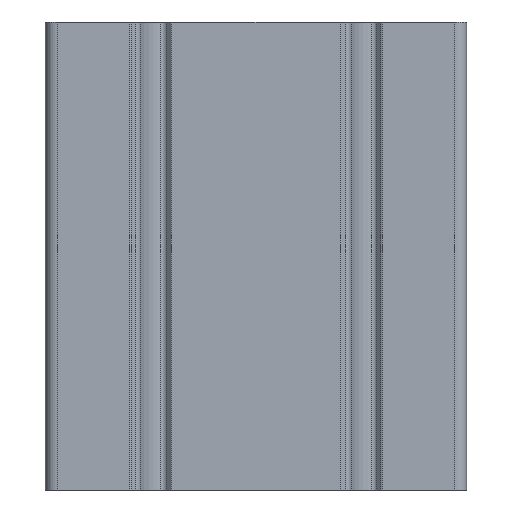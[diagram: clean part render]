
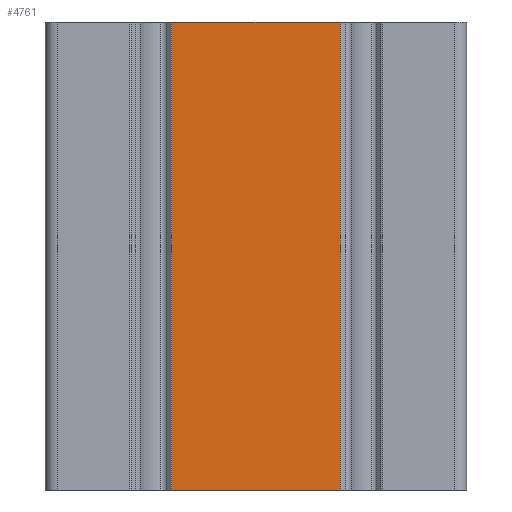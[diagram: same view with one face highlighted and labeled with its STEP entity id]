
A CAD part, front view. The second image highlights one B-rep face of the part: STEP entity #4761.
In plain terms, the highlighted planar face has unit normal (0, -1, 0).
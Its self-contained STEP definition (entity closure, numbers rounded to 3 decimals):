
#669=FACE_OUTER_BOUND('',#911,.T.);
#911=EDGE_LOOP('',(#3919,#3920,#3921,#3922));
#1085=LINE('',#7216,#1525);
#1136=LINE('',#7372,#1576);
#1364=LINE('',#8146,#1804);
#1365=LINE('',#8147,#1805);
#1525=VECTOR('',#5747,100.);
#1576=VECTOR('',#5902,100.);
#1804=VECTOR('',#6706,36.1);
#1805=VECTOR('',#6707,36.1);
#1971=VERTEX_POINT('',#7212);
#1973=VERTEX_POINT('',#7215);
#2025=VERTEX_POINT('',#7368);
#2026=VERTEX_POINT('',#7370);
#2520=EDGE_CURVE('',#1971,#1973,#1085,.T.);
#2598=EDGE_CURVE('',#2025,#2026,#1136,.T.);
#2984=EDGE_CURVE('',#1971,#2025,#1364,.T.);
#2985=EDGE_CURVE('',#1973,#2026,#1365,.T.);
#3919=ORIENTED_EDGE('',*,*,#2520,.F.);
#3920=ORIENTED_EDGE('',*,*,#2984,.T.);
#3921=ORIENTED_EDGE('',*,*,#2598,.T.);
#3922=ORIENTED_EDGE('',*,*,#2985,.F.);
#4525=PLANE('',#5267);
#4761=ADVANCED_FACE('',(#669),#4525,.T.);
#5267=AXIS2_PLACEMENT_3D('',#8145,#6704,#6705);
#5747=DIRECTION('',(0.,0.,-1.));
#5902=DIRECTION('',(0.,0.,-1.));
#6704=DIRECTION('center_axis',(0.,-1.,0.));
#6705=DIRECTION('ref_axis',(1.,0.,0.));
#6706=DIRECTION('',(-1.,0.,0.));
#6707=DIRECTION('',(-1.,0.,0.));
#7212=CARTESIAN_POINT('',(18.05,-22.5,100.));
#7215=CARTESIAN_POINT('',(18.05,-22.5,0.));
#7216=CARTESIAN_POINT('',(18.05,-22.5,0.));
#7368=CARTESIAN_POINT('',(-18.05,-22.5,100.));
#7370=CARTESIAN_POINT('',(-18.05,-22.5,0.));
#7372=CARTESIAN_POINT('',(-18.05,-22.5,0.));
#8145=CARTESIAN_POINT('Origin',(-42.5,-22.5,0.));
#8146=CARTESIAN_POINT('',(-21.25,-22.5,100.));
#8147=CARTESIAN_POINT('',(-21.25,-22.5,0.));
